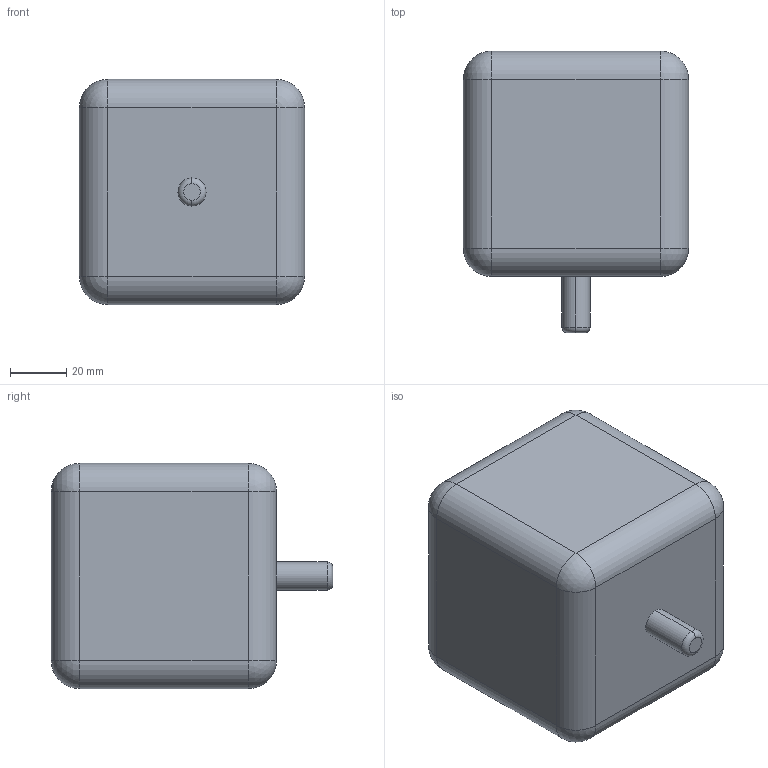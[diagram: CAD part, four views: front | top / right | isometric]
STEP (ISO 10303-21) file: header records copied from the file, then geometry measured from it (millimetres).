
FILE_DESCRIPTION (( 'STEP AP203' ), '1' );
FILE_NAME ('motor.STEP', '2020-08-31T06:07:43', ( '' ), ( '' ), 'SwSTEP 2.0', 'SolidWorks 2020', '' );
FILE_SCHEMA (( 'CONFIG_CONTROL_DESIGN' ));
Length unit declared in the file: millimetre
Products named in the file (1): motor
Bounding box: 80 x 100 x 80 mm (x, y, z)
Volume: 494283.7 mm3; surface area: 34765.9 mm2
Topology: 1 solids, 1 shells, 31 faces, 66 edges, 30 vertices
Faces by surface type: cylinder 14, sphere 8, plane 7, torus 2
Entity records: 833 total; most frequent: DIRECTION 154, CARTESIAN_POINT 120, ORIENTED_EDGE 116, AXIS2_PLACEMENT_3D 64, EDGE_CURVE 58, EDGE_LOOP 32, CIRCLE 32, FACE_OUTER_BOUND 31
